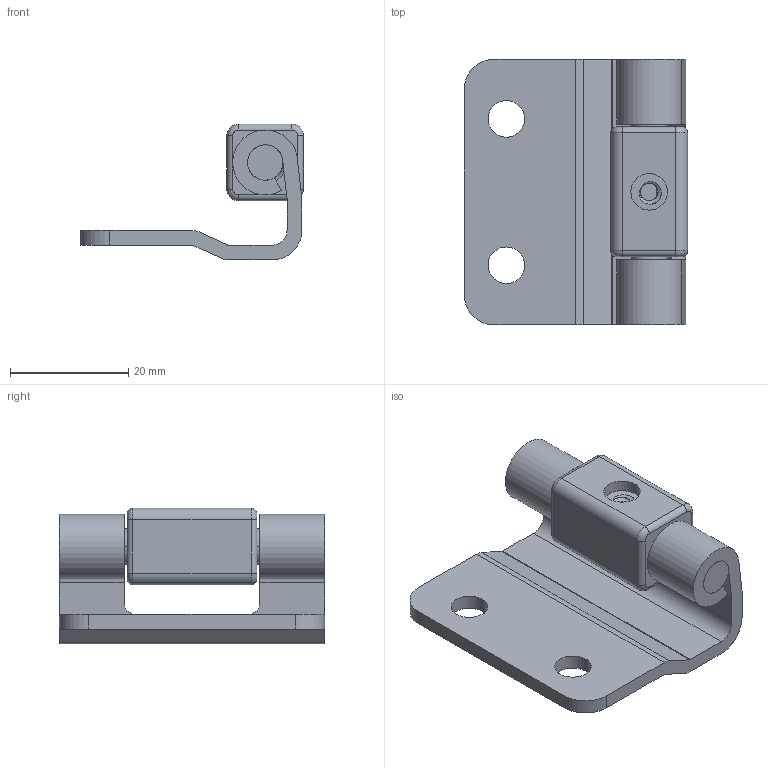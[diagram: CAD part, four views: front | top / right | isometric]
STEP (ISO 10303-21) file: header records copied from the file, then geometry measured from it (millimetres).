
FILE_DESCRIPTION(/* description */ (''),/* implementation_level */ '2;1');
FILE_NAME(/* name */ 'JL036',/* time_stamp */ '2024-09-04T17:31:15+08:00',/* author */ (''),/* organization */ (''),/* preprocessor_version */ 'ST-DEVELOPER v19.2',/* originating_system */ 'Rhino 8.5',/* authorisation */ '');
FILE_SCHEMA (('CONFIG_CONTROL_DESIGN'));
Length unit declared in the file: millimetre
Products named in the file (1): Document
Bounding box: 37.8 x 45 x 23 mm (x, y, z)
Volume: 10089.6 mm3; surface area: 8410.8 mm2
Topology: 4 solids, 4 shells, 117 faces, 292 edges, 186 vertices
Faces by surface type: cylinder 64, plane 35, bspline 18
Entity records: 15696 total; most frequent: CARTESIAN_POINT 13255, ORIENTED_EDGE 584, EDGE_CURVE 292, DIRECTION 292, AXIS2_PLACEMENT_3D 192, VERTEX_POINT 186, B_SPLINE_CURVE_WITH_KNOTS 146, EDGE_LOOP 126
